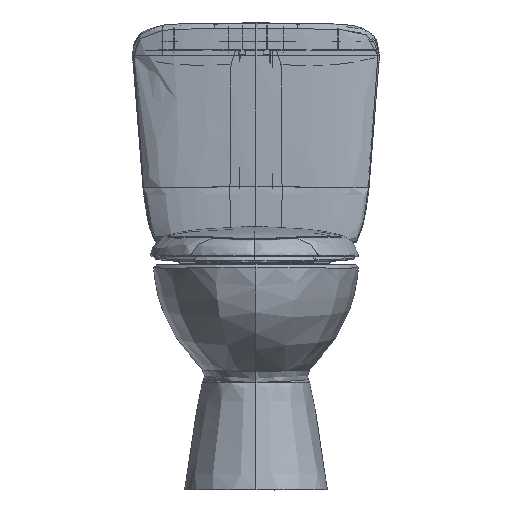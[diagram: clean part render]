
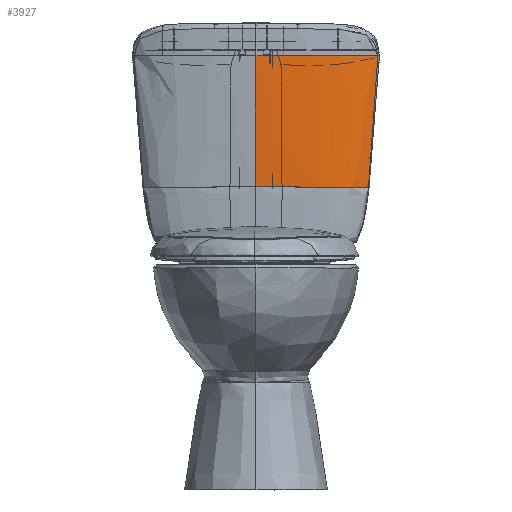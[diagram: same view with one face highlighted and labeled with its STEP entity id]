
A CAD part, front view. The second image highlights one B-rep face of the part: STEP entity #3927.
In plain terms, the highlighted free-form (B-spline) face has degree [3, 3] with [15, 4] control points.
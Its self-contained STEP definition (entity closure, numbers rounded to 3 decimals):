
#3927=ADVANCED_FACE('',(#9531),#84972,.T.);
#9531=FACE_OUTER_BOUND('',#15283,.T.);
#15283=EDGE_LOOP('',(#34866,#34867,#34868,#34869));
#34866=ORIENTED_EDGE('',*,*,#54561,.T.);
#34867=ORIENTED_EDGE('',*,*,#54563,.F.);
#34868=ORIENTED_EDGE('',*,*,#54562,.F.);
#34869=ORIENTED_EDGE('',*,*,#52560,.F.);
#52560=EDGE_CURVE('',#78370,#78345,#68939,.T.);
#54561=EDGE_CURVE('',#78370,#78184,#70590,.T.);
#54562=EDGE_CURVE('',#78345,#78185,#70591,.T.);
#54563=EDGE_CURVE('',#78185,#78184,#70592,.T.);
#68939=B_SPLINE_CURVE_WITH_KNOTS('',3,(#231113,#231114,#231115,#231116,
#231117,#231118,#231119,#231120,#231121,#231122,#231123,#231124,#231125,
#231126,#231127,#231128,#231129,#231130,#231131,#231132,#231133,#231134,
#231135,#231136),.UNSPECIFIED.,.F.,.F.,(4,1,1,1,1,1,1,1,1,1,1,1,1,1,1,1,
1,1,1,1,1,4),(-229.752,-218.812,-207.871,-196.931,
-185.99,-175.049,-164.109,-153.168,
-142.228,-131.287,-120.346,-109.406,-98.465,
-87.525,-76.584,-65.644,-54.703,-43.762,
-32.822,-21.881,-10.941,0.),.UNSPECIFIED.);
#70590=B_SPLINE_CURVE_WITH_KNOTS('',1,(#237311,#237312),.UNSPECIFIED.,.F.,
 .F.,(2,2),(-238.69,0.),.UNSPECIFIED.);
#70591=B_SPLINE_CURVE_WITH_KNOTS('',3,(#237313,#237314,#237315,#237316,
#237317,#237318),.UNSPECIFIED.,.F.,.F.,(4,1,1,4),(0.,80.546,161.091,
241.637),.UNSPECIFIED.);
#70592=B_SPLINE_CURVE_WITH_KNOTS('',3,(#237319,#237320,#237321,#237322,
#237323,#237324,#237325,#237326,#237327,#237328,#237329,#237330,#237331,
#237332,#237333,#237334),.UNSPECIFIED.,.F.,.F.,(4,1,1,1,1,1,1,1,1,1,1,1,
1,4),(0.,10.868,24.516,38.164,51.812,
65.46,79.108,92.756,106.404,120.052,
133.7,160.996,188.292,215.587),
 .UNSPECIFIED.);
#78184=VERTEX_POINT('',#227411);
#78185=VERTEX_POINT('',#227412);
#78345=VERTEX_POINT('',#227572);
#78370=VERTEX_POINT('',#227597);
#84972=B_SPLINE_SURFACE_WITH_KNOTS('',3,3,((#213684,#213685,#213686,#213687),
(#213688,#213689,#213690,#213691),(#213692,#213693,#213694,#213695),(#213696,
#213697,#213698,#213699),(#213700,#213701,#213702,#213703),(#213704,#213705,
#213706,#213707),(#213708,#213709,#213710,#213711),(#213712,#213713,#213714,
#213715),(#213716,#213717,#213718,#213719),(#213720,#213721,#213722,#213723),
(#213724,#213725,#213726,#213727),(#213728,#213729,#213730,#213731),(#213732,
#213733,#213734,#213735),(#213736,#213737,#213738,#213739),(#213740,#213741,
#213742,#213743)),.UNSPECIFIED.,.F.,.F.,.F.,(4,1,1,1,1,1,1,1,1,1,1,1,4),
(4,4),(0.,1.648,29.608,59.217,88.825,
118.433,148.042,162.846,177.65,192.454,
207.258,233.875,236.214),(0.,251.431),
 .UNSPECIFIED.);
#213684=CARTESIAN_POINT('',(-2.115,97.593,58.711));
#213685=CARTESIAN_POINT('',(-2.181,180.323,60.162));
#213686=CARTESIAN_POINT('',(-2.247,263.053,61.613));
#213687=CARTESIAN_POINT('',(-2.313,345.783,63.064));
#213688=CARTESIAN_POINT('',(-1.406,97.587,58.712));
#213689=CARTESIAN_POINT('',(-1.45,180.319,60.163));
#213690=CARTESIAN_POINT('',(-1.493,263.051,61.614));
#213691=CARTESIAN_POINT('',(-1.537,345.783,63.066));
#213692=CARTESIAN_POINT('',(11.26,97.487,58.718));
#213693=CARTESIAN_POINT('',(11.611,180.253,60.171));
#213694=CARTESIAN_POINT('',(11.962,263.018,61.624));
#213695=CARTESIAN_POINT('',(12.313,345.784,63.078));
#213696=CARTESIAN_POINT('',(33.996,97.281,58.439));
#213697=CARTESIAN_POINT('',(34.915,180.116,59.839));
#213698=CARTESIAN_POINT('',(35.834,262.952,61.238));
#213699=CARTESIAN_POINT('',(36.753,345.788,62.637));
#213700=CARTESIAN_POINT('',(62.153,96.964,57.288));
#213701=CARTESIAN_POINT('',(63.541,179.907,58.534));
#213702=CARTESIAN_POINT('',(64.929,262.85,59.78));
#213703=CARTESIAN_POINT('',(66.317,345.792,61.025));
#213704=CARTESIAN_POINT('',(87.838,96.633,55.479));
#213705=CARTESIAN_POINT('',(89.662,179.688,56.61));
#213706=CARTESIAN_POINT('',(91.486,262.743,57.74));
#213707=CARTESIAN_POINT('',(93.31,345.798,58.871));
#213708=CARTESIAN_POINT('',(112.807,96.303,53.068));
#213709=CARTESIAN_POINT('',(115.289,179.47,54.209));
#213710=CARTESIAN_POINT('',(117.772,262.636,55.35));
#213711=CARTESIAN_POINT('',(120.255,345.803,56.491));
#213712=CARTESIAN_POINT('',(134.458,96.037,50.398));
#213713=CARTESIAN_POINT('',(137.243,179.293,51.413));
#213714=CARTESIAN_POINT('',(140.027,262.55,52.427));
#213715=CARTESIAN_POINT('',(142.812,345.807,53.442));
#213716=CARTESIAN_POINT('',(151.884,95.833,47.049));
#213717=CARTESIAN_POINT('',(154.933,179.159,47.981));
#213718=CARTESIAN_POINT('',(157.982,262.484,48.913));
#213719=CARTESIAN_POINT('',(161.03,345.81,49.844));
#213720=CARTESIAN_POINT('',(164.795,95.687,43.687));
#213721=CARTESIAN_POINT('',(168.172,179.062,44.625));
#213722=CARTESIAN_POINT('',(171.548,262.437,45.563));
#213723=CARTESIAN_POINT('',(174.925,345.812,46.501));
#213724=CARTESIAN_POINT('',(177.407,95.547,39.233));
#213725=CARTESIAN_POINT('',(181.24,178.97,40.251));
#213726=CARTESIAN_POINT('',(185.074,262.392,41.269));
#213727=CARTESIAN_POINT('',(188.907,345.814,42.287));
#213728=CARTESIAN_POINT('',(192.566,95.381,31.783));
#213729=CARTESIAN_POINT('',(197.041,178.859,32.932));
#213730=CARTESIAN_POINT('',(201.517,262.338,34.081));
#213731=CARTESIAN_POINT('',(205.992,345.817,35.23));
#213732=CARTESIAN_POINT('',(201.741,95.263,23.287));
#213733=CARTESIAN_POINT('',(207.106,178.781,24.589));
#213734=CARTESIAN_POINT('',(212.471,262.3,25.891));
#213735=CARTESIAN_POINT('',(217.836,345.819,27.192));
#213736=CARTESIAN_POINT('',(205.113,95.191,15.806));
#213737=CARTESIAN_POINT('',(211.526,178.734,17.25));
#213738=CARTESIAN_POINT('',(217.939,262.277,18.694));
#213739=CARTESIAN_POINT('',(224.352,345.82,20.138));
#213740=CARTESIAN_POINT('',(205.366,95.185,15.189));
#213741=CARTESIAN_POINT('',(211.867,178.73,16.645));
#213742=CARTESIAN_POINT('',(218.368,262.275,18.101));
#213743=CARTESIAN_POINT('',(224.869,345.82,19.557));
#227411=CARTESIAN_POINT('',(0.,102.349,58.796));
#227412=CARTESIAN_POINT('',(204.912,100.022,17.085));
#227572=CARTESIAN_POINT('',(222.044,340.998,22.102));
#227597=CARTESIAN_POINT('',(0.,341.002,62.982));
#231113=CARTESIAN_POINT('',(0.,341.002,62.982));
#231114=CARTESIAN_POINT('',(3.215,341.002,62.982));
#231115=CARTESIAN_POINT('',(9.613,340.999,62.956));
#231116=CARTESIAN_POINT('',(19.081,341.,62.837));
#231117=CARTESIAN_POINT('',(28.502,341.,62.632));
#231118=CARTESIAN_POINT('',(37.959,341.,62.332));
#231119=CARTESIAN_POINT('',(47.634,341.,61.923));
#231120=CARTESIAN_POINT('',(57.886,341.,61.377));
#231121=CARTESIAN_POINT('',(69.223,341.,60.651));
#231122=CARTESIAN_POINT('',(82.272,341.,59.678));
#231123=CARTESIAN_POINT('',(96.852,341.,58.472));
#231124=CARTESIAN_POINT('',(113.576,341.,56.989));
#231125=CARTESIAN_POINT('',(131.975,341.,54.872));
#231126=CARTESIAN_POINT('',(147.556,341.,52.436));
#231127=CARTESIAN_POINT('',(161.384,341.,49.664));
#231128=CARTESIAN_POINT('',(173.471,341.,46.735));
#231129=CARTESIAN_POINT('',(184.084,341.,43.649));
#231130=CARTESIAN_POINT('',(193.25,341.,40.366));
#231131=CARTESIAN_POINT('',(201.036,341.,36.921));
#231132=CARTESIAN_POINT('',(207.56,341.,33.398));
#231133=CARTESIAN_POINT('',(213.114,341.,29.782));
#231134=CARTESIAN_POINT('',(217.916,341.001,26.044));
#231135=CARTESIAN_POINT('',(220.734,340.998,23.428));
#231136=CARTESIAN_POINT('',(222.044,340.998,22.102));
#237311=CARTESIAN_POINT('',(0.,341.002,62.982));
#237312=CARTESIAN_POINT('',(0.,102.349,58.796));
#237313=CARTESIAN_POINT('',(222.044,340.998,22.102));
#237314=CARTESIAN_POINT('',(220.048,313.108,21.588));
#237315=CARTESIAN_POINT('',(216.129,258.067,20.534));
#237316=CARTESIAN_POINT('',(210.438,177.74,18.874));
#237317=CARTESIAN_POINT('',(206.744,125.68,17.695));
#237318=CARTESIAN_POINT('',(204.912,100.022,17.085));
#237319=CARTESIAN_POINT('',(204.912,100.022,17.085));
#237320=CARTESIAN_POINT('',(203.436,100.051,20.046));
#237321=CARTESIAN_POINT('',(199.121,100.118,26.041));
#237322=CARTESIAN_POINT('',(189.784,100.229,33.314));
#237323=CARTESIAN_POINT('',(177.886,100.357,39.182));
#237324=CARTESIAN_POINT('',(165.345,100.493,43.63));
#237325=CARTESIAN_POINT('',(152.512,100.635,46.999));
#237326=CARTESIAN_POINT('',(139.528,100.784,49.527));
#237327=CARTESIAN_POINT('',(126.573,100.937,51.439));
#237328=CARTESIAN_POINT('',(113.79,101.094,52.959));
#237329=CARTESIAN_POINT('',(101.222,101.253,54.257));
#237330=CARTESIAN_POINT('',(84.573,101.467,55.776));
#237331=CARTESIAN_POINT('',(63.342,101.736,57.294));
#237332=CARTESIAN_POINT('',(35.008,102.05,58.5));
#237333=CARTESIAN_POINT('',(12.528,102.251,58.794));
#237334=CARTESIAN_POINT('',(0.,102.349,58.796));
